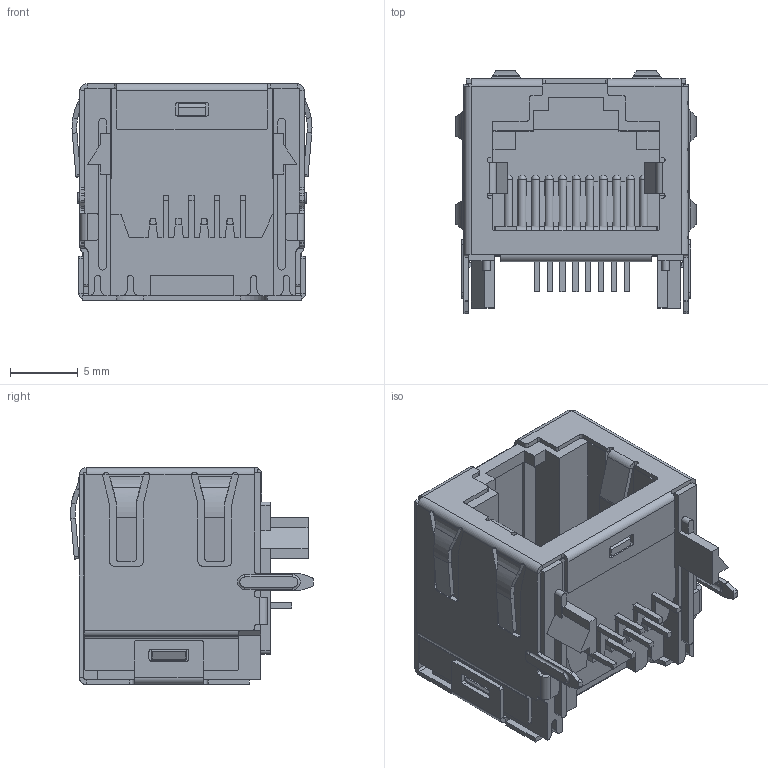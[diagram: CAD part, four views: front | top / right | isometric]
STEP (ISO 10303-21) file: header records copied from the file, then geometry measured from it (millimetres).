
FILE_DESCRIPTION((''),'2;1');
FILE_NAME('RJ45 Modular Jack - AMP 1-406541-1.stp','2012-10-19T09:47:29',('sdarley'),(''),'Autodesk Inventor 2013','Autodesk Inventor 2013','');
FILE_SCHEMA(('AUTOMOTIVE_DESIGN { 1 0 10303 214 1 1 1 1 }'));
Length unit declared in the file: millimetre
Products named in the file (5): RJ45 Modular Jack - AMP 1-406541-1; AMP RJ45 Modular Jack Housing; AMP RJ45 Modular Jack Pin; AMP RJ45 Modular Jack Solder Pin; AMP RJ45 Modular Jack Shield
Assembly tree (18 placements, depth 2):
  RJ45 Modular Jack - AMP 1-406541-1
    AMP RJ45 Modular Jack Housing
    AMP RJ45 Modular Jack Pin  x8
    AMP RJ45 Modular Jack Solder Pin  x8
    AMP RJ45 Modular Jack Shield
Bounding box: 17.77 x 17.98 x 16.05 mm (x, y, z)
Volume: 2041.8 mm3; surface area: 4634.6 mm2
Topology: 18 solids, 18 shells, 1013 faces, 2706 edges, 1716 vertices
Faces by surface type: plane 675, cylinder 287, bspline 36, sphere 11, torus 4
Entity records: 31108 total; most frequent: CARTESIAN_POINT 8372, ORIENTED_EDGE 4824, DIRECTION 4590, EDGE_CURVE 2412, VECTOR 1786, LINE 1786, VERTEX_POINT 1520, AXIS2_PLACEMENT_3D 1402
